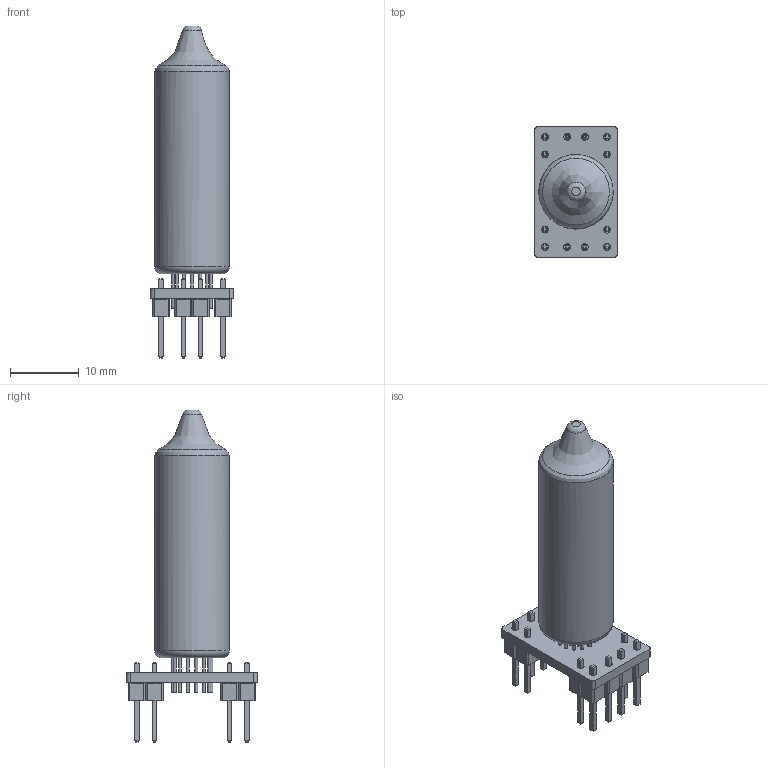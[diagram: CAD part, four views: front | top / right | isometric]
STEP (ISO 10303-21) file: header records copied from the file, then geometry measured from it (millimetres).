
FILE_DESCRIPTION(('KiCad electronic assembly'),'2;1');
FILE_NAME('E1092_RevA1.step','2025-03-08T19:04:13',('Pcbnew'),('Kicad'), 'Open CASCADE STEP processor 7.8','KiCad to STEP converter','Unknown' );
FILE_SCHEMA(('AUTOMOTIVE_DESIGN { 1 0 10303 214 1 1 1 1 }'));
Length unit declared in the file: millimetre
Products named in the file (4): E1092_RevA1 1; IV-8-Body_CUT; PinHeader_1x02_P2.54mm_Vertical; IV-11Mounting_PCB
Assembly tree (8 placements, depth 2):
  E1092_RevA1 1
    IV-8-Body_CUT
    PinHeader_1x02_P2.54mm_Vertical  x6
    IV-11Mounting_PCB
Bounding box: 12 x 19 x 48.22 mm (x, y, z)
Volume: 3426.8 mm3; surface area: 2572.7 mm2
Topology: 8 solids, 8 shells, 384 faces, 890 edges, 560 vertices
Faces by surface type: plane 334, cylinder 46, bspline 3, torus 1
Full cylindrical faces by diameter (mm): 0.4 x14, 0.5 x14, 1 x12, 4 x1, 10.8 x1
Entity records: 4206 total; most frequent: CARTESIAN_POINT 777, DIRECTION 626, ORIENTED_EDGE 560, EDGE_CURVE 280, AXIS2_PLACEMENT_3D 223, FACE_BOUND 196, EDGE_LOOP 196, VERTEX_POINT 180
